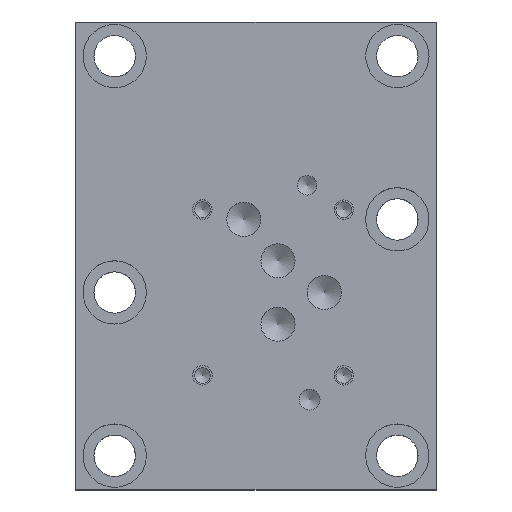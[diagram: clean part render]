
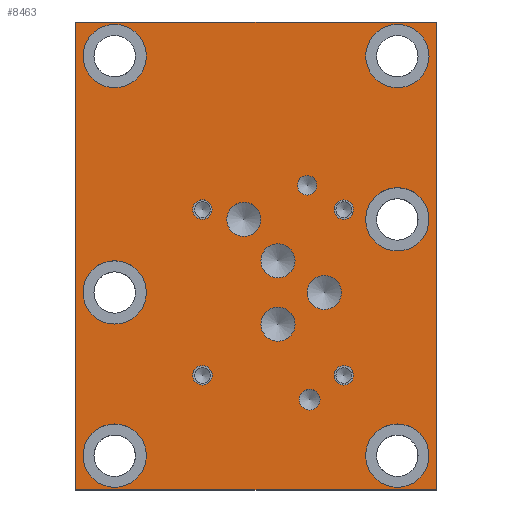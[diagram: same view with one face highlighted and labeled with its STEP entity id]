
A CAD part, top view. The second image highlights one B-rep face of the part: STEP entity #8463.
In plain terms, the highlighted planar face has unit normal (0, 0, 1).
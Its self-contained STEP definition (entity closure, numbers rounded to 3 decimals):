
#114=CIRCLE('',#8836,10.312);
#117=CIRCLE('',#8842,10.312);
#120=CIRCLE('',#8848,10.312);
#123=CIRCLE('',#8854,10.312);
#126=CIRCLE('',#8860,10.312);
#129=CIRCLE('',#8866,10.312);
#131=CIRCLE('',#8871,3.175);
#133=CIRCLE('',#8875,3.366);
#135=CIRCLE('',#8879,5.556);
#137=CIRCLE('',#8883,5.563);
#139=CIRCLE('',#8887,5.563);
#141=CIRCLE('',#8891,5.563);
#145=CIRCLE('',#8898,3.175);
#149=CIRCLE('',#8906,3.175);
#153=CIRCLE('',#8914,3.175);
#157=CIRCLE('',#8922,3.175);
#534=FACE_BOUND('',#1502,.T.);
#535=FACE_BOUND('',#1503,.T.);
#536=FACE_BOUND('',#1504,.T.);
#537=FACE_BOUND('',#1505,.T.);
#538=FACE_BOUND('',#1506,.T.);
#539=FACE_BOUND('',#1507,.T.);
#540=FACE_BOUND('',#1508,.T.);
#541=FACE_BOUND('',#1509,.T.);
#542=FACE_BOUND('',#1510,.T.);
#543=FACE_BOUND('',#1511,.T.);
#544=FACE_BOUND('',#1512,.T.);
#545=FACE_BOUND('',#1513,.T.);
#546=FACE_BOUND('',#1514,.T.);
#547=FACE_BOUND('',#1515,.T.);
#548=FACE_BOUND('',#1516,.T.);
#549=FACE_BOUND('',#1517,.T.);
#993=FACE_OUTER_BOUND('',#1501,.T.);
#1501=EDGE_LOOP('',(#7380,#7381,#7382,#7383));
#1502=EDGE_LOOP('',(#7384));
#1503=EDGE_LOOP('',(#7385));
#1504=EDGE_LOOP('',(#7386));
#1505=EDGE_LOOP('',(#7387));
#1506=EDGE_LOOP('',(#7388));
#1507=EDGE_LOOP('',(#7389));
#1508=EDGE_LOOP('',(#7390));
#1509=EDGE_LOOP('',(#7391));
#1510=EDGE_LOOP('',(#7392));
#1511=EDGE_LOOP('',(#7393));
#1512=EDGE_LOOP('',(#7394));
#1513=EDGE_LOOP('',(#7395));
#1514=EDGE_LOOP('',(#7396));
#1515=EDGE_LOOP('',(#7397));
#1516=EDGE_LOOP('',(#7398));
#1517=EDGE_LOOP('',(#7399));
#1897=LINE('',#11582,#2745);
#2361=LINE('',#14362,#3209);
#2363=LINE('',#14366,#3211);
#2365=LINE('',#14369,#3213);
#2745=VECTOR('',#9576,10.);
#3209=VECTOR('',#10662,10.);
#3211=VECTOR('',#10666,10.);
#3213=VECTOR('',#10670,10.);
#3478=VERTEX_POINT('',#11579);
#3479=VERTEX_POINT('',#11581);
#3924=VERTEX_POINT('',#14182);
#3927=VERTEX_POINT('',#14193);
#3930=VERTEX_POINT('',#14204);
#3933=VERTEX_POINT('',#14215);
#3936=VERTEX_POINT('',#14226);
#3939=VERTEX_POINT('',#14237);
#3942=VERTEX_POINT('',#14248);
#3945=VERTEX_POINT('',#14257);
#3948=VERTEX_POINT('',#14266);
#3951=VERTEX_POINT('',#14275);
#3954=VERTEX_POINT('',#14284);
#3957=VERTEX_POINT('',#14293);
#3962=VERTEX_POINT('',#14307);
#3967=VERTEX_POINT('',#14323);
#3972=VERTEX_POINT('',#14339);
#3977=VERTEX_POINT('',#14355);
#3978=VERTEX_POINT('',#14361);
#3979=VERTEX_POINT('',#14365);
#4375=EDGE_CURVE('',#3479,#3478,#1897,.T.);
#5035=EDGE_CURVE('',#3924,#3924,#114,.T.);
#5040=EDGE_CURVE('',#3927,#3927,#117,.T.);
#5045=EDGE_CURVE('',#3930,#3930,#120,.T.);
#5050=EDGE_CURVE('',#3933,#3933,#123,.T.);
#5055=EDGE_CURVE('',#3936,#3936,#126,.T.);
#5060=EDGE_CURVE('',#3939,#3939,#129,.T.);
#5065=EDGE_CURVE('',#3942,#3942,#131,.T.);
#5069=EDGE_CURVE('',#3945,#3945,#133,.T.);
#5073=EDGE_CURVE('',#3948,#3948,#135,.T.);
#5077=EDGE_CURVE('',#3951,#3951,#137,.T.);
#5081=EDGE_CURVE('',#3954,#3954,#139,.T.);
#5085=EDGE_CURVE('',#3957,#3957,#141,.T.);
#5091=EDGE_CURVE('',#3962,#3962,#145,.T.);
#5098=EDGE_CURVE('',#3967,#3967,#149,.T.);
#5105=EDGE_CURVE('',#3972,#3972,#153,.T.);
#5112=EDGE_CURVE('',#3977,#3977,#157,.T.);
#5115=EDGE_CURVE('',#3978,#3479,#2361,.T.);
#5117=EDGE_CURVE('',#3979,#3978,#2363,.T.);
#5119=EDGE_CURVE('',#3478,#3979,#2365,.T.);
#7380=ORIENTED_EDGE('',*,*,#4375,.T.);
#7381=ORIENTED_EDGE('',*,*,#5119,.T.);
#7382=ORIENTED_EDGE('',*,*,#5117,.T.);
#7383=ORIENTED_EDGE('',*,*,#5115,.T.);
#7384=ORIENTED_EDGE('',*,*,#5035,.T.);
#7385=ORIENTED_EDGE('',*,*,#5040,.T.);
#7386=ORIENTED_EDGE('',*,*,#5045,.T.);
#7387=ORIENTED_EDGE('',*,*,#5050,.T.);
#7388=ORIENTED_EDGE('',*,*,#5055,.T.);
#7389=ORIENTED_EDGE('',*,*,#5060,.T.);
#7390=ORIENTED_EDGE('',*,*,#5065,.T.);
#7391=ORIENTED_EDGE('',*,*,#5069,.T.);
#7392=ORIENTED_EDGE('',*,*,#5073,.T.);
#7393=ORIENTED_EDGE('',*,*,#5077,.T.);
#7394=ORIENTED_EDGE('',*,*,#5081,.T.);
#7395=ORIENTED_EDGE('',*,*,#5085,.T.);
#7396=ORIENTED_EDGE('',*,*,#5091,.T.);
#7397=ORIENTED_EDGE('',*,*,#5098,.T.);
#7398=ORIENTED_EDGE('',*,*,#5105,.T.);
#7399=ORIENTED_EDGE('',*,*,#5112,.T.);
#7679=PLANE('',#8928);
#8463=ADVANCED_FACE('',(#993,#534,#535,#536,#537,#538,#539,#540,#541,#542,
#543,#544,#545,#546,#547,#548,#549),#7679,.T.);
#8836=AXIS2_PLACEMENT_3D('',#14183,#10448,#10449);
#8842=AXIS2_PLACEMENT_3D('',#14194,#10462,#10463);
#8848=AXIS2_PLACEMENT_3D('',#14205,#10476,#10477);
#8854=AXIS2_PLACEMENT_3D('',#14216,#10490,#10491);
#8860=AXIS2_PLACEMENT_3D('',#14227,#10504,#10505);
#8866=AXIS2_PLACEMENT_3D('',#14238,#10518,#10519);
#8871=AXIS2_PLACEMENT_3D('',#14249,#10531,#10532);
#8875=AXIS2_PLACEMENT_3D('',#14258,#10541,#10542);
#8879=AXIS2_PLACEMENT_3D('',#14267,#10551,#10552);
#8883=AXIS2_PLACEMENT_3D('',#14276,#10561,#10562);
#8887=AXIS2_PLACEMENT_3D('',#14285,#10571,#10572);
#8891=AXIS2_PLACEMENT_3D('',#14294,#10581,#10582);
#8898=AXIS2_PLACEMENT_3D('',#14308,#10597,#10598);
#8906=AXIS2_PLACEMENT_3D('',#14324,#10616,#10617);
#8914=AXIS2_PLACEMENT_3D('',#14340,#10635,#10636);
#8922=AXIS2_PLACEMENT_3D('',#14356,#10654,#10655);
#8928=AXIS2_PLACEMENT_3D('',#14371,#10673,#10674);
#9576=DIRECTION('',(1.,0.,0.));
#10448=DIRECTION('center_axis',(0.,0.,-1.));
#10449=DIRECTION('ref_axis',(1.,0.,0.));
#10462=DIRECTION('center_axis',(0.,0.,-1.));
#10463=DIRECTION('ref_axis',(1.,0.,0.));
#10476=DIRECTION('center_axis',(0.,0.,-1.));
#10477=DIRECTION('ref_axis',(1.,0.,0.));
#10490=DIRECTION('center_axis',(0.,0.,-1.));
#10491=DIRECTION('ref_axis',(1.,0.,0.));
#10504=DIRECTION('center_axis',(0.,0.,-1.));
#10505=DIRECTION('ref_axis',(1.,0.,0.));
#10518=DIRECTION('center_axis',(0.,0.,-1.));
#10519=DIRECTION('ref_axis',(1.,0.,0.));
#10531=DIRECTION('center_axis',(0.,0.,-1.));
#10532=DIRECTION('ref_axis',(1.,0.,0.));
#10541=DIRECTION('center_axis',(0.,0.,-1.));
#10542=DIRECTION('ref_axis',(1.,0.,0.));
#10551=DIRECTION('center_axis',(0.,0.,-1.));
#10552=DIRECTION('ref_axis',(1.,0.,0.));
#10561=DIRECTION('center_axis',(0.,0.,-1.));
#10562=DIRECTION('ref_axis',(1.,0.,0.));
#10571=DIRECTION('center_axis',(0.,0.,-1.));
#10572=DIRECTION('ref_axis',(1.,0.,0.));
#10581=DIRECTION('center_axis',(0.,0.,-1.));
#10582=DIRECTION('ref_axis',(1.,0.,0.));
#10597=DIRECTION('center_axis',(0.,0.,-1.));
#10598=DIRECTION('ref_axis',(1.,0.,0.));
#10616=DIRECTION('center_axis',(0.,0.,-1.));
#10617=DIRECTION('ref_axis',(1.,0.,0.));
#10635=DIRECTION('center_axis',(0.,0.,-1.));
#10636=DIRECTION('ref_axis',(1.,0.,0.));
#10654=DIRECTION('center_axis',(0.,0.,-1.));
#10655=DIRECTION('ref_axis',(1.,0.,0.));
#10662=DIRECTION('',(0.,-1.,0.));
#10666=DIRECTION('',(-1.,0.,0.));
#10670=DIRECTION('',(0.,1.,0.));
#10673=DIRECTION('center_axis',(0.,0.,1.));
#10674=DIRECTION('ref_axis',(1.,0.,0.));
#11579=CARTESIAN_POINT('',(117.475,0.,38.1));
#11581=CARTESIAN_POINT('',(0.,0.,38.1));
#11582=CARTESIAN_POINT('',(0.,0.,38.1));
#14182=CARTESIAN_POINT('',(2.388,141.3,38.1));
#14183=CARTESIAN_POINT('Origin',(12.7,141.3,38.1));
#14193=CARTESIAN_POINT('',(2.388,64.306,38.1));
#14194=CARTESIAN_POINT('Origin',(12.7,64.306,38.1));
#14204=CARTESIAN_POINT('',(2.388,11.125,38.1));
#14205=CARTESIAN_POINT('Origin',(12.7,11.125,38.1));
#14215=CARTESIAN_POINT('',(94.463,11.125,38.1));
#14216=CARTESIAN_POINT('Origin',(104.775,11.125,38.1));
#14226=CARTESIAN_POINT('',(94.463,88.119,38.1));
#14227=CARTESIAN_POINT('Origin',(104.775,88.119,38.1));
#14237=CARTESIAN_POINT('',(94.475,141.3,38.1));
#14238=CARTESIAN_POINT('Origin',(104.788,141.3,38.1));
#14248=CARTESIAN_POINT('',(72.238,99.212,38.1));
#14249=CARTESIAN_POINT('Origin',(75.413,99.212,38.1));
#14257=CARTESIAN_POINT('',(72.86,29.35,38.1));
#14258=CARTESIAN_POINT('Origin',(76.225,29.35,38.1));
#14266=CARTESIAN_POINT('',(60.331,74.592,38.1));
#14267=CARTESIAN_POINT('Origin',(65.888,74.592,38.1));
#14275=CARTESIAN_POINT('',(49.22,88.087,38.1));
#14276=CARTESIAN_POINT('Origin',(54.783,88.087,38.1));
#14284=CARTESIAN_POINT('',(75.413,64.275,38.1));
#14285=CARTESIAN_POINT('Origin',(80.975,64.275,38.1));
#14293=CARTESIAN_POINT('',(60.33,53.957,38.1));
#14294=CARTESIAN_POINT('Origin',(65.893,53.957,38.1));
#14307=CARTESIAN_POINT('',(84.15,37.3,38.1));
#14308=CARTESIAN_POINT('Origin',(87.325,37.3,38.1));
#14323=CARTESIAN_POINT('',(38.1,91.288,38.1));
#14324=CARTESIAN_POINT('Origin',(41.275,91.288,38.1));
#14339=CARTESIAN_POINT('',(84.15,91.275,38.1));
#14340=CARTESIAN_POINT('Origin',(87.325,91.275,38.1));
#14355=CARTESIAN_POINT('',(38.113,37.3,38.1));
#14356=CARTESIAN_POINT('Origin',(41.288,37.3,38.1));
#14361=CARTESIAN_POINT('',(0.,152.4,38.1));
#14362=CARTESIAN_POINT('',(0.,152.4,38.1));
#14365=CARTESIAN_POINT('',(117.475,152.4,38.1));
#14366=CARTESIAN_POINT('',(117.475,152.4,38.1));
#14369=CARTESIAN_POINT('',(117.475,0.,38.1));
#14371=CARTESIAN_POINT('Origin',(58.738,76.2,38.1));
